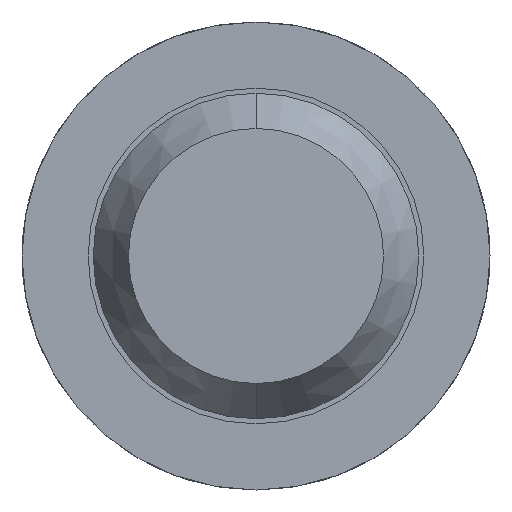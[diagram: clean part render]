
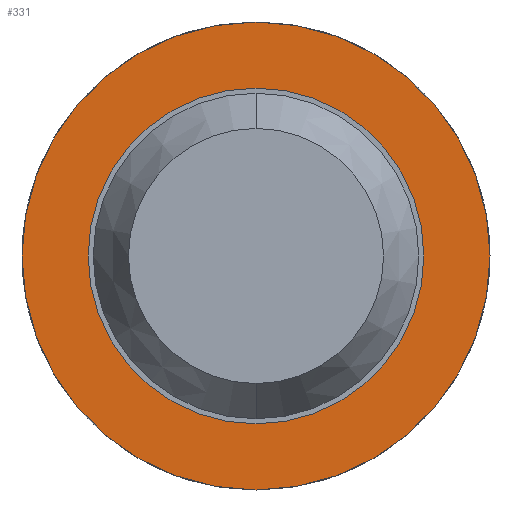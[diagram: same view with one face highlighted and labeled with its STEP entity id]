
A CAD part, front view. The second image highlights one B-rep face of the part: STEP entity #331.
In plain terms, the highlighted planar face has unit normal (0, -1, 0).
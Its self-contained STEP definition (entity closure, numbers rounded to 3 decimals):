
#60 = PLANE ( 'NONE',  #2782 ) ;
#141 = VERTEX_POINT ( 'NONE', #1383 ) ;
#143 = CARTESIAN_POINT ( 'NONE',  ( 0., -1.7, 0. ) ) ;
#191 = VERTEX_POINT ( 'NONE', #1108 ) ;
#197 = AXIS2_PLACEMENT_3D ( 'NONE', #2824, #1833, #1898 ) ;
#235 = CARTESIAN_POINT ( 'NONE',  ( 0., -1.7, 1.15 ) ) ;
#331 = ADVANCED_FACE ( 'Defeature ausgef�hrt2_14', ( #2921, #2610 ), #60, .F. ) ;
#350 = CARTESIAN_POINT ( 'NONE',  ( 0.825, -1.7, 0. ) ) ;
#424 = VERTEX_POINT ( 'NONE', #2861 ) ;
#447 = DIRECTION ( 'NONE',  ( 0., 1., 0. ) ) ;
#478 = ORIENTED_EDGE ( 'NONE', *, *, #3677, .T. ) ;
#679 = DIRECTION ( 'NONE',  ( 0., 1., 0. ) ) ;
#799 = DIRECTION ( 'NONE',  ( 0., 1., 0. ) ) ;
#935 = EDGE_LOOP ( 'NONE', ( #478, #2743 ) ) ;
#936 = CIRCLE ( 'NONE', #2609, 0.825 ) ;
#1108 = CARTESIAN_POINT ( 'NONE',  ( 0., -1.7, -1.15 ) ) ;
#1112 = ORIENTED_EDGE ( 'NONE', *, *, #1329, .F. ) ;
#1329 = EDGE_CURVE ( 'Defeature ausgef�hrt2_10+Defeature ausgef�hrt2_14+Defeature ausgef�hrt2_14+Defeature ausgef�hrt2_14', #191, #1411, #1592, .T. ) ;
#1383 = CARTESIAN_POINT ( 'NONE',  ( 0., -1.7, -0.825 ) ) ;
#1411 = VERTEX_POINT ( 'NONE', #235 ) ;
#1439 = DIRECTION ( 'NONE',  ( 0., 0., 1. ) ) ;
#1592 = CIRCLE ( 'NONE', #3127, 1.15 ) ;
#1725 = DIRECTION ( 'NONE',  ( 0., 0., 1. ) ) ;
#1747 = DIRECTION ( 'NONE',  ( 0., 0., 1. ) ) ;
#1794 = EDGE_CURVE ( 'Defeature ausgef�hrt2_14+Defeature ausgef�hrt2_13+Defeature ausgef�hrt2_13+Defeature ausgef�hrt2_13', #141, #424, #1994, .T. ) ;
#1833 = DIRECTION ( 'NONE',  ( 0., 1., 0. ) ) ;
#1898 = DIRECTION ( 'NONE',  ( 0., 0., 1. ) ) ;
#1994 = CIRCLE ( 'NONE', #197, 0.825 ) ;
#2309 = DIRECTION ( 'NONE',  ( 0., 0., 1. ) ) ;
#2389 = CARTESIAN_POINT ( 'NONE',  ( 0., -1.7, 0. ) ) ;
#2471 = EDGE_CURVE ( 'Defeature ausgef�hrt2_10+Defeature ausgef�hrt2_14+Defeature ausgef�hrt2_14+Defeature ausgef�hrt2_14', #1411, #191, #3597, .T. ) ;
#2609 = AXIS2_PLACEMENT_3D ( 'NONE', #143, #3601, #1439 ) ;
#2610 = FACE_BOUND ( 'NONE', #935, .T. ) ;
#2742 = AXIS2_PLACEMENT_3D ( 'NONE', #2389, #799, #1747 ) ;
#2743 = ORIENTED_EDGE ( 'NONE', *, *, #1794, .T. ) ;
#2782 = AXIS2_PLACEMENT_3D ( 'NONE', #350, #679, #2309 ) ;
#2824 = CARTESIAN_POINT ( 'NONE',  ( 0., -1.7, 0. ) ) ;
#2861 = CARTESIAN_POINT ( 'NONE',  ( 0., -1.7, 0.825 ) ) ;
#2921 = FACE_OUTER_BOUND ( 'NONE', #3291, .T. ) ;
#3114 = ORIENTED_EDGE ( 'NONE', *, *, #2471, .F. ) ;
#3127 = AXIS2_PLACEMENT_3D ( 'NONE', #3311, #447, #1725 ) ;
#3291 = EDGE_LOOP ( 'NONE', ( #3114, #1112 ) ) ;
#3311 = CARTESIAN_POINT ( 'NONE',  ( 0., -1.7, 0. ) ) ;
#3597 = CIRCLE ( 'NONE', #2742, 1.15 ) ;
#3601 = DIRECTION ( 'NONE',  ( 0., 1., 0. ) ) ;
#3677 = EDGE_CURVE ( 'Defeature ausgef�hrt2_14+Defeature ausgef�hrt2_13+Defeature ausgef�hrt2_13+Defeature ausgef�hrt2_13', #424, #141, #936, .T. ) ;
